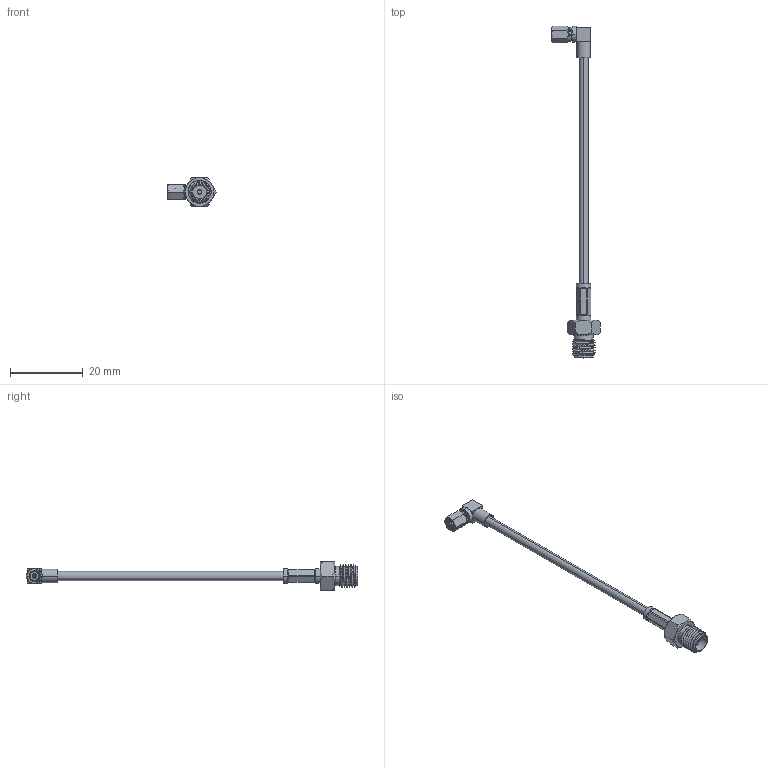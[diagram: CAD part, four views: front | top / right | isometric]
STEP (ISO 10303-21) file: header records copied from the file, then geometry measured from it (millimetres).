
FILE_DESCRIPTION (( 'STEP AP214' ), '1' );
FILE_NAME ('PE3C4410.step', '2020-04-20T18:28:23', ( '' ), ( '' ), 'SwSTEP 2.0', 'SolidWorks 2018', '' );
FILE_SCHEMA (( 'AUTOMOTIVE_DESIGN' ));
Products named in the file (4): PE3C4410; RG316-PROD_SP17516 3" LONG; PE4414; PE45382/FMCN1267(Ticket #1329)___
Assembly tree (3 placements, depth 2):
  PE3C4410
    RG316-PROD_SP17516 3" LONG
    PE45382/FMCN1267(Ticket #1329)___
    PE4414
Bounding box: 13.25 x 91.26 x 7.85 mm (x, y, z)
Volume: 921.7 mm3; surface area: 1833.6 mm2
Topology: 4 solids, 4 shells, 4573 faces, 9351 edges, 4810 vertices
Faces by surface type: bspline 3526, cylinder 926, plane 73, cone 44, torus 4
Entity records: 197947 total; most frequent: CARTESIAN_POINT 141620, ORIENTED_EDGE 18702, EDGE_CURVE 9351, VERTEX_POINT 4810, EDGE_LOOP 4601, ADVANCED_FACE 4573, FACE_OUTER_BOUND 4573, B_SPLINE_CURVE_WITH_KNOTS 3837
